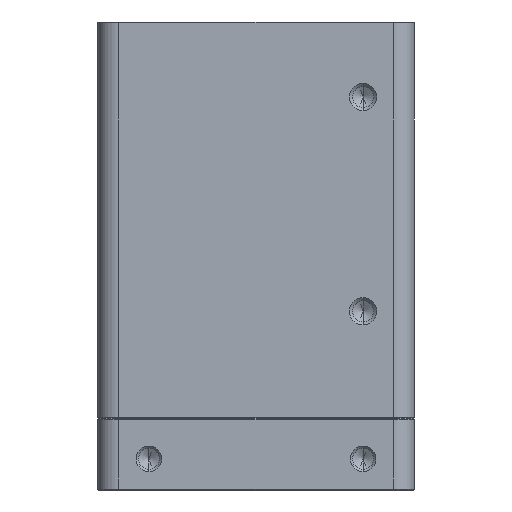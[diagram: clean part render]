
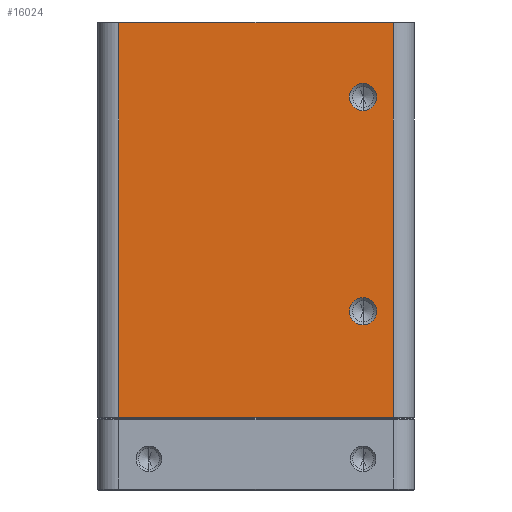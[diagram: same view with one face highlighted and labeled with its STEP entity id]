
A CAD part, front view. The second image highlights one B-rep face of the part: STEP entity #16024.
In plain terms, the highlighted planar face has unit normal (0, -1, 0).
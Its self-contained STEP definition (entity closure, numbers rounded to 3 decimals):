
#522 = DIRECTION ( 'NONE',  ( 0., 0., -1. ) ) ;
#1075 = VERTEX_POINT ( 'NONE', #22193 ) ;
#1382 = EDGE_CURVE ( 'NONE', #7035, #24326, #13254, .T. ) ;
#3272 = ORIENTED_EDGE ( 'NONE', *, *, #10424, .F. ) ;
#3865 = CARTESIAN_POINT ( 'NONE',  ( 25.4, -37.5, -15.8 ) ) ;
#4252 = FACE_OUTER_BOUND ( 'NONE', #26074, .T. ) ;
#5184 = CARTESIAN_POINT ( 'NONE',  ( 25.4, -37.5, -66.6 ) ) ;
#5319 = AXIS2_PLACEMENT_3D ( 'NONE', #5184, #21656, #17532 ) ;
#5455 = ORIENTED_EDGE ( 'NONE', *, *, #20054, .T. ) ;
#6042 = PLANE ( 'NONE',  #12712 ) ;
#6503 = CARTESIAN_POINT ( 'NONE',  ( 25.4, -37.5, -69.85 ) ) ;
#7027 = EDGE_CURVE ( 'NONE', #26230, #20857, #9955, .T. ) ;
#7035 = VERTEX_POINT ( 'NONE', #13872 ) ;
#7050 = CARTESIAN_POINT ( 'NONE',  ( 25.4, -37.5, -12.55 ) ) ;
#7426 = AXIS2_PLACEMENT_3D ( 'NONE', #3865, #23080, #16885 ) ;
#8357 = EDGE_CURVE ( 'NONE', #1075, #7035, #22570, .T. ) ;
#8646 = DIRECTION ( 'NONE',  ( 1., 0., 0. ) ) ;
#8722 = CIRCLE ( 'NONE', #21870, 3.25 ) ;
#9139 = CARTESIAN_POINT ( 'NONE',  ( 25.4, -37.5, -66.6 ) ) ;
#9411 = CARTESIAN_POINT ( 'NONE',  ( 32.5, -37.5, -89. ) ) ;
#9955 = CIRCLE ( 'NONE', #25299, 3.25 ) ;
#10424 = EDGE_CURVE ( 'NONE', #25263, #10562, #8722, .T. ) ;
#10562 = VERTEX_POINT ( 'NONE', #22320 ) ;
#11857 = DIRECTION ( 'NONE',  ( -1., 0., 0. ) ) ;
#12053 = ORIENTED_EDGE ( 'NONE', *, *, #18125, .T. ) ;
#12088 = DIRECTION ( 'NONE',  ( 0., -1., 0. ) ) ;
#12099 = DIRECTION ( 'NONE',  ( 0., -1., 0. ) ) ;
#12424 = EDGE_LOOP ( 'NONE', ( #16772, #26388 ) ) ;
#12505 = FACE_BOUND ( 'NONE', #26809, .T. ) ;
#12712 = AXIS2_PLACEMENT_3D ( 'NONE', #26659, #12099, #22794 ) ;
#12847 = EDGE_CURVE ( 'NONE', #20857, #26230, #14871, .T. ) ;
#13204 = CIRCLE ( 'NONE', #5319, 3.25 ) ;
#13254 = LINE ( 'NONE', #19550, #21173 ) ;
#13671 = VECTOR ( 'NONE', #8646, 1000. ) ;
#13872 = CARTESIAN_POINT ( 'NONE',  ( -32.5, -37.5, 1.8 ) ) ;
#14555 = CARTESIAN_POINT ( 'NONE',  ( 25.4, -37.5, -19.05 ) ) ;
#14871 = CIRCLE ( 'NONE', #7426, 3.25 ) ;
#14966 = CARTESIAN_POINT ( 'NONE',  ( -37.5, -37.5, -91.8 ) ) ;
#14985 = EDGE_CURVE ( 'NONE', #10562, #25263, #13204, .T. ) ;
#16024 = ADVANCED_FACE ( 'NONE', ( #4252, #12505, #23072 ), #6042, .T. ) ;
#16266 = VECTOR ( 'NONE', #11857, 1000. ) ;
#16772 = ORIENTED_EDGE ( 'NONE', *, *, #12847, .F. ) ;
#16885 = DIRECTION ( 'NONE',  ( 0., 0., -1. ) ) ;
#17532 = DIRECTION ( 'NONE',  ( 0., 0., -1. ) ) ;
#17648 = DIRECTION ( 'NONE',  ( 0., 0., 1. ) ) ;
#18125 = EDGE_CURVE ( 'NONE', #24326, #23212, #23354, .T. ) ;
#19310 = DIRECTION ( 'NONE',  ( 0., -1., 0. ) ) ;
#19550 = CARTESIAN_POINT ( 'NONE',  ( -32.5, -37.5, -89. ) ) ;
#20054 = EDGE_CURVE ( 'NONE', #23212, #1075, #24261, .T. ) ;
#20381 = CARTESIAN_POINT ( 'NONE',  ( 32.5, -37.5, -91.8 ) ) ;
#20572 = CARTESIAN_POINT ( 'NONE',  ( 25.4, -37.5, -15.8 ) ) ;
#20857 = VERTEX_POINT ( 'NONE', #14555 ) ;
#21173 = VECTOR ( 'NONE', #25614, 1000. ) ;
#21639 = ORIENTED_EDGE ( 'NONE', *, *, #8357, .T. ) ;
#21656 = DIRECTION ( 'NONE',  ( 0., -1., 0. ) ) ;
#21870 = AXIS2_PLACEMENT_3D ( 'NONE', #9139, #19310, #522 ) ;
#22193 = CARTESIAN_POINT ( 'NONE',  ( 32.5, -37.5, 1.8 ) ) ;
#22320 = CARTESIAN_POINT ( 'NONE',  ( 25.4, -37.5, -63.35 ) ) ;
#22570 = LINE ( 'NONE', #24494, #16266 ) ;
#22794 = DIRECTION ( 'NONE',  ( 0., 0., -1. ) ) ;
#23072 = FACE_BOUND ( 'NONE', #12424, .T. ) ;
#23080 = DIRECTION ( 'NONE',  ( 0., -1., 0. ) ) ;
#23212 = VERTEX_POINT ( 'NONE', #20381 ) ;
#23354 = LINE ( 'NONE', #14966, #13671 ) ;
#24261 = LINE ( 'NONE', #9411, #24380 ) ;
#24326 = VERTEX_POINT ( 'NONE', #24991 ) ;
#24380 = VECTOR ( 'NONE', #17648, 1000. ) ;
#24494 = CARTESIAN_POINT ( 'NONE',  ( -37.5, -37.5, 1.8 ) ) ;
#24777 = ORIENTED_EDGE ( 'NONE', *, *, #1382, .T. ) ;
#24912 = ORIENTED_EDGE ( 'NONE', *, *, #14985, .F. ) ;
#24991 = CARTESIAN_POINT ( 'NONE',  ( -32.5, -37.5, -91.8 ) ) ;
#25263 = VERTEX_POINT ( 'NONE', #6503 ) ;
#25299 = AXIS2_PLACEMENT_3D ( 'NONE', #20572, #12088, #26778 ) ;
#25614 = DIRECTION ( 'NONE',  ( 0., 0., -1. ) ) ;
#26074 = EDGE_LOOP ( 'NONE', ( #24777, #12053, #5455, #21639 ) ) ;
#26230 = VERTEX_POINT ( 'NONE', #7050 ) ;
#26388 = ORIENTED_EDGE ( 'NONE', *, *, #7027, .F. ) ;
#26659 = CARTESIAN_POINT ( 'NONE',  ( -37.5, -37.5, -89. ) ) ;
#26778 = DIRECTION ( 'NONE',  ( 0., 0., -1. ) ) ;
#26809 = EDGE_LOOP ( 'NONE', ( #3272, #24912 ) ) ;
